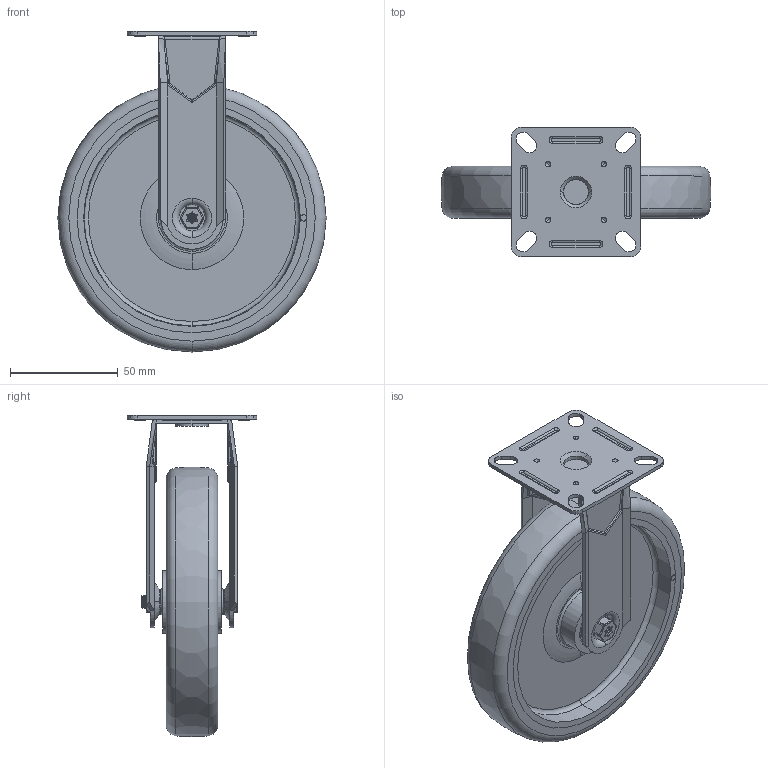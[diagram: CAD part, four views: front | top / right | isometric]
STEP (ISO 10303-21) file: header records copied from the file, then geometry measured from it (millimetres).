
FILE_DESCRIPTION(('STEP AP203'),'1');
FILE_NAME('BZRAF125GRECBJ.STEP','2023-05-16T15:12:11',(' '),(' '),'Spatial InterOp 3D',' ',' ');
FILE_SCHEMA(('CONFIG_CONTROL_DESIGN'));
Length unit declared in the file: metre
Products named in the file (23): BZRAF125AS; ZINC PLATED PRESSED STEEL FORKS; ZINC PLATED PRESSED STEEL TOP PLATE; BZRAF125GRECBJ; BZL125WGRECBJM8; 85 SHORE A ELECTRICALLY CONDUCTIVE RUBBER TYRE; NYLON RIM; NYLON RIM Geometry; SPOT; BEARING608-ZB; METAL; INSIDE; OUTTER; Pattern; Component4; TUBEM8X30; ZINC PLATED AXLE TUBE; BOLTBZRA6MM; ZINC PLATED AXLE BOLT; NM6GR8HALFGR8; ZINC PLATED LOCKING NUT
Assembly tree (38 placements, depth 5):
  BZRAF125GRECBJ
    BZRAF125AS
      ZINC PLATED PRESSED STEEL FORKS
      ZINC PLATED PRESSED STEEL TOP PLATE
    BZL125WGRECBJM8
      85 SHORE A ELECTRICALLY CONDUCTIVE RUBBER TYRE
      NYLON RIM
        NYLON RIM Geometry
        SPOT
      BEARING608-ZB
        METAL
        INSIDE
        OUTTER
        Pattern
          Component4  x7
      BEARING608-ZB
        METAL
        INSIDE
        OUTTER
        Pattern
          Component4  x7
    TUBEM8X30
      ZINC PLATED AXLE TUBE
    BOLTBZRA6MM
      ZINC PLATED AXLE BOLT
    NM6GR8HALFGR8
      ZINC PLATED LOCKING NUT
Bounding box: 124.91 x 60 x 148.96 mm (x, y, z)
Volume: 170469.2 mm3; surface area: 88091.2 mm2
Topology: 30 solids, 30 shells, 630 faces, 1533 edges, 932 vertices
Faces by surface type: cylinder 258, torus 132, plane 130, bspline 52, cone 30, sphere 28
Entity records: 41332 total; most frequent: CARTESIAN_POINT 27086, DIRECTION 2850, ORIENTED_EDGE 2682, EDGE_CURVE 1341, AXIS2_PLACEMENT_3D 1210, VERTEX_POINT 846, CIRCLE 633, EDGE_LOOP 613
